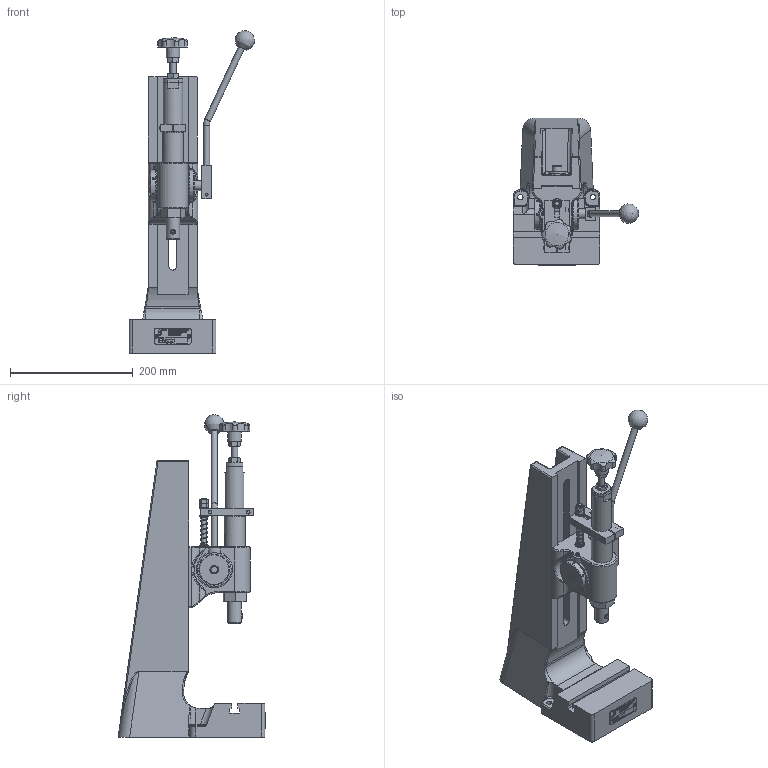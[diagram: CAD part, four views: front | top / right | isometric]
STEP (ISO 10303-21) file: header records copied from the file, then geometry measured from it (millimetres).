
FILE_DESCRIPTION(/* description */ ('Pressenständer HP 250 N'),/* implementation_level */ '2;1');
FILE_NAME(/* name */ 'HP_250_FE.stp',/* time_stamp */ '2017-04-27T09:20:32+02:00',/* author */ ('Finsterle'),/* organization */ (''),/* preprocessor_version */ 'ST-DEVELOPER v16.1',/* originating_system */ 'Autodesk Inventor 2016',/* authorisation */ '');
FILE_SCHEMA (('AUTOMOTIVE_DESIGN { 1 0 10303 214 3 1 1 }'));
Products named in the file (5): HBF-000617; HBF-000944_V; HBF-000314; HBF-000315; HBF-000946_V
Assembly tree (5 placements, depth 2):
  HBF-000946_V
    HBF-000617
    HBF-000944_V
    HBF-000314
    HBF-000315  x2
Bounding box: 203.93 x 240.38 x 524.3 mm (x, y, z)
Volume: 2801824.1 mm3; surface area: 435162.1 mm2
Topology: 5 solids, 5 shells, 2848 faces, 7537 edges, 4945 vertices
Faces by surface type: plane 1518, bspline 948, cylinder 248, cone 68, torus 39, sphere 27
Full cylindrical faces by diameter (mm): 2.5 x1, 3 x10, 3.15 x1, 3.2 x2, 4.8 x1, 4.917 x1, 6 x8, 6.1 x1, 6.5 x2, 6.6 x3, 8 x3, 8.376 x1, 8.4 x3, 8.5 x2, 9.98 x2, 10 x10, 10.5 x1, 11 x4, 12 x2, 12.5 x1, 16 x6, 20 x1, 20.376 x1, 21.5 x1, 22 x1, 22.5 x1, 25 x1, 26.376 x1, 28 x2, 30.376 x1
Entity records: 103242 total; most frequent: CARTESIAN_POINT 37318, ORIENTED_EDGE 14624, DIRECTION 9725, EDGE_CURVE 7310, VERTEX_POINT 4883, LINE 4565, VECTOR 4565, EDGE_LOOP 3278
